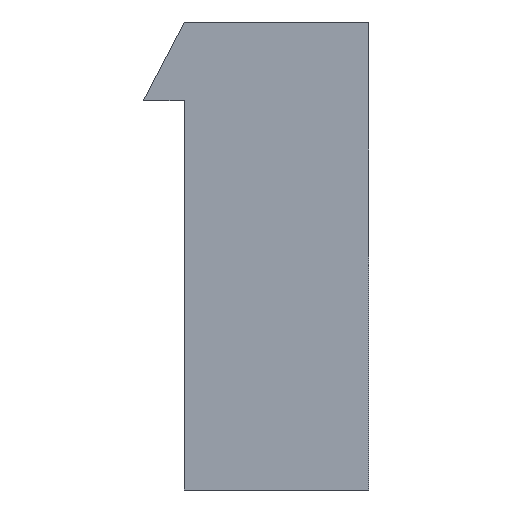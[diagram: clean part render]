
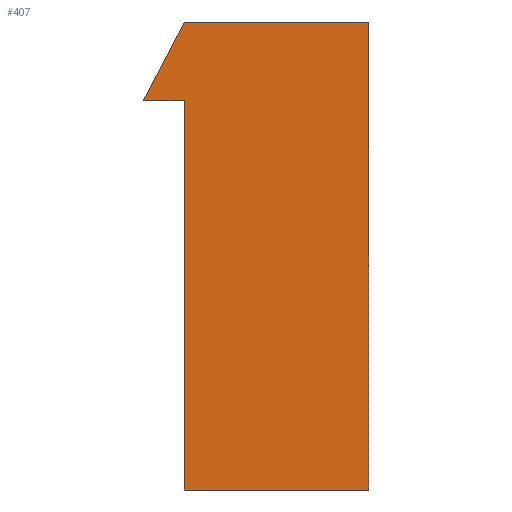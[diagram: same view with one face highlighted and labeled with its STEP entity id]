
A CAD part, left-side view. The second image highlights one B-rep face of the part: STEP entity #407.
In plain terms, the highlighted planar face has unit normal (-1, 0, 0).
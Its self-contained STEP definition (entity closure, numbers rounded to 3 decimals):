
#407 = ADVANCED_FACE( '', ( #1067 ), #1068, .F. );
#1067 = FACE_OUTER_BOUND( '', #2005, .T. );
#1068 = PLANE( '', #2006 );
#2005 = EDGE_LOOP( '', ( #3129, #3130, #3131, #3132, #3133, #3134 ) );
#2006 = AXIS2_PLACEMENT_3D( '', #3135, #3136, #3137 );
#3129 = ORIENTED_EDGE( '', *, *, #5940, .F. );
#3130 = ORIENTED_EDGE( '', *, *, #5941, .F. );
#3131 = ORIENTED_EDGE( '', *, *, #5942, .F. );
#3132 = ORIENTED_EDGE( '', *, *, #5943, .F. );
#3133 = ORIENTED_EDGE( '', *, *, #5944, .F. );
#3134 = ORIENTED_EDGE( '', *, *, #5945, .F. );
#3135 = CARTESIAN_POINT( '', ( -20.055, 0., 0. ) );
#3136 = DIRECTION( '', ( 1., 0., 0. ) );
#3137 = DIRECTION( '', ( 0., 0., -1. ) );
#5940 = EDGE_CURVE( '', #7254, #7255, #7256, .T. );
#5941 = EDGE_CURVE( '', #7257, #7254, #7258, .T. );
#5942 = EDGE_CURVE( '', #7259, #7257, #7260, .T. );
#5943 = EDGE_CURVE( '', #7261, #7259, #7262, .T. );
#5944 = EDGE_CURVE( '', #7263, #7261, #7264, .T. );
#5945 = EDGE_CURVE( '', #7255, #7263, #7265, .T. );
#7254 = VERTEX_POINT( '', #9126 );
#7255 = VERTEX_POINT( '', #9127 );
#7256 = LINE( '', #9128, #9129 );
#7257 = VERTEX_POINT( '', #9130 );
#7258 = LINE( '', #9131, #9132 );
#7259 = VERTEX_POINT( '', #9133 );
#7260 = LINE( '', #9134, #9135 );
#7261 = VERTEX_POINT( '', #9136 );
#7262 = LINE( '', #9137, #9138 );
#7263 = VERTEX_POINT( '', #9139 );
#7264 = LINE( '', #9140, #9141 );
#7265 = LINE( '', #9142, #9143 );
#9126 = CARTESIAN_POINT( '', ( -20.055, 3.15, 9.35 ) );
#9127 = CARTESIAN_POINT( '', ( -20.055, -3.15, 9.35 ) );
#9128 = CARTESIAN_POINT( '', ( -20.055, 3.15, 9.35 ) );
#9129 = VECTOR( '', #11338, 1000. );
#9130 = CARTESIAN_POINT( '', ( -20.055, 4.55, 6.65 ) );
#9131 = CARTESIAN_POINT( '', ( -20.055, 4.55, 6.65 ) );
#9132 = VECTOR( '', #11339, 1000. );
#9133 = CARTESIAN_POINT( '', ( -20.055, 3.15, 6.65 ) );
#9134 = CARTESIAN_POINT( '', ( -20.055, 3.15, 6.65 ) );
#9135 = VECTOR( '', #11340, 1000. );
#9136 = CARTESIAN_POINT( '', ( -20.055, 3.15, -6.65 ) );
#9137 = CARTESIAN_POINT( '', ( -20.055, 3.15, -6.65 ) );
#9138 = VECTOR( '', #11341, 1000. );
#9139 = CARTESIAN_POINT( '', ( -20.055, -3.15, -6.65 ) );
#9140 = CARTESIAN_POINT( '', ( -20.055, -3.15, -6.65 ) );
#9141 = VECTOR( '', #11342, 1000. );
#9142 = CARTESIAN_POINT( '', ( -20.055, -3.15, 9.35 ) );
#9143 = VECTOR( '', #11343, 1000. );
#11338 = DIRECTION( '', ( 0., -1., 0. ) );
#11339 = DIRECTION( '', ( 0., -0.46, 0.888 ) );
#11340 = DIRECTION( '', ( 0., 1., 0. ) );
#11341 = DIRECTION( '', ( 0., 0., 1. ) );
#11342 = DIRECTION( '', ( 0., 1., 0. ) );
#11343 = DIRECTION( '', ( 0., 0., -1. ) );
